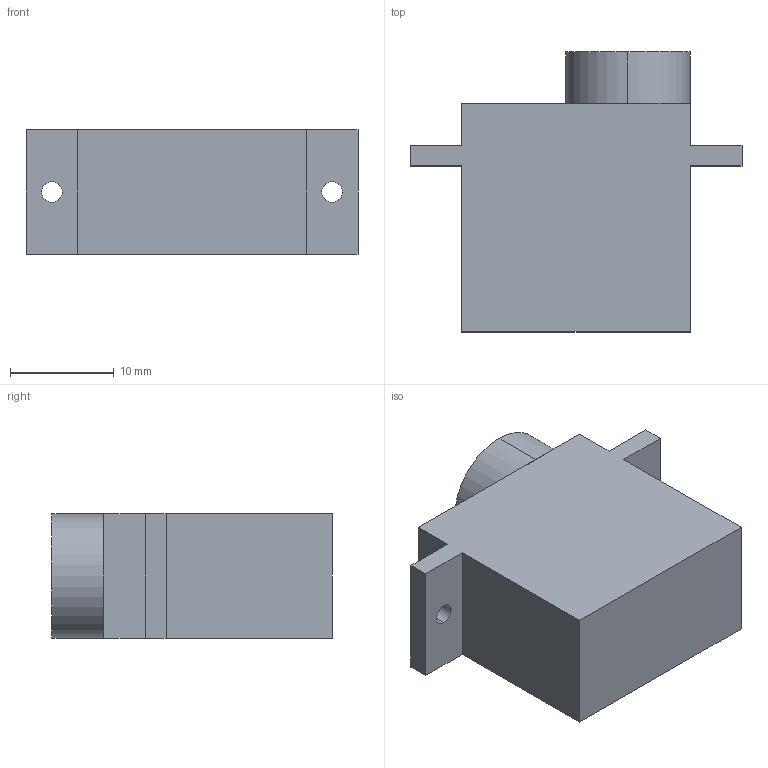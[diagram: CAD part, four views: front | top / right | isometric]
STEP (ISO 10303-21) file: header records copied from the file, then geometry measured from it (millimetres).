
FILE_DESCRIPTION (( 'STEP AP203' ), '1' );
FILE_NAME ('Servo Motor 6_Default_sldprt.STEP', '2018-08-27T18:23:26', ( '' ), ( '' ), 'SwSTEP 2.0', 'SolidWorks 2014', '' );
FILE_SCHEMA (( 'CONFIG_CONTROL_DESIGN' ));
Length unit declared in the file: millimetre
Products named in the file (1): Servo Motor 6_Default_sldprt
Bounding box: 32 x 27 x 12 mm (x, y, z)
Volume: 6600.9 mm3; surface area: 2505.1 mm2
Topology: 1 solids, 1 shells, 23 faces, 58 edges, 37 vertices
Faces by surface type: plane 17, cylinder 6
Entity records: 770 total; most frequent: DIRECTION 119, CARTESIAN_POINT 119, ORIENTED_EDGE 116, EDGE_CURVE 58, VECTOR 45, LINE 45, VERTEX_POINT 37, AXIS2_PLACEMENT_3D 37
